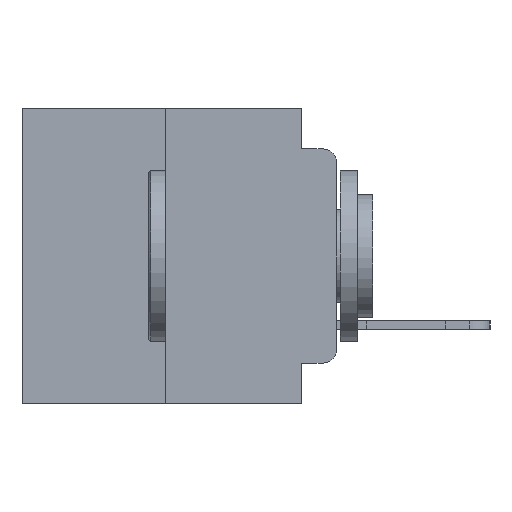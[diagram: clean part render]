
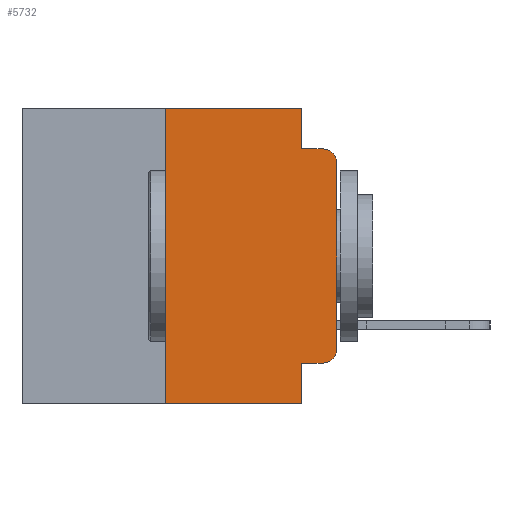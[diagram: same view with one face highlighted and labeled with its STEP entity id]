
A CAD part, left-side view. The second image highlights one B-rep face of the part: STEP entity #5732.
In plain terms, the highlighted planar face has unit normal (-1, 0, 0).
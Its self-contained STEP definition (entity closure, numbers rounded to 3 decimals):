
#233 = CARTESIAN_POINT ( 'NONE',  ( -75.603, 1.295, 0. ) ) ;
#357 = VERTEX_POINT ( 'NONE', #863 ) ;
#397 = VECTOR ( 'NONE', #7076, 1000. ) ;
#863 = CARTESIAN_POINT ( 'NONE',  ( -75.603, 0.508, -3.975 ) ) ;
#965 = LINE ( 'NONE', #233, #12311 ) ;
#1119 = VECTOR ( 'NONE', #13819, 1000. ) ;
#1479 = DIRECTION ( 'NONE',  ( 0., 0., -1. ) ) ;
#2205 = LINE ( 'NONE', #11730, #1119 ) ;
#2683 = AXIS2_PLACEMENT_3D ( 'NONE', #24996, #29382, #22911 ) ;
#2743 = ORIENTED_EDGE ( 'NONE', *, *, #7016, .T. ) ;
#3209 = LINE ( 'NONE', #9027, #18468 ) ;
#3438 = VERTEX_POINT ( 'NONE', #9216 ) ;
#3750 = CARTESIAN_POINT ( 'NONE',  ( -75.603, 1.295, 0. ) ) ;
#4020 = DIRECTION ( 'NONE',  ( 0., -1., 0. ) ) ;
#4055 = VERTEX_POINT ( 'NONE', #12478 ) ;
#4200 = CARTESIAN_POINT ( 'NONE',  ( -75.603, 1.295, -5.486 ) ) ;
#4228 = ORIENTED_EDGE ( 'NONE', *, *, #24487, .T. ) ;
#4239 = ORIENTED_EDGE ( 'NONE', *, *, #8169, .T. ) ;
#4363 = CIRCLE ( 'NONE', #2683, 0.508 ) ;
#4762 = CARTESIAN_POINT ( 'NONE',  ( -75.603, 0., 5.486 ) ) ;
#5133 = PLANE ( 'NONE',  #19808 ) ;
#5732 = ADVANCED_FACE ( 'NONE', ( #12402 ), #5133, .F. ) ;
#6447 = ORIENTED_EDGE ( 'NONE', *, *, #27546, .F. ) ;
#6777 = DIRECTION ( 'NONE',  ( 0., -1., 0. ) ) ;
#7016 = EDGE_CURVE ( 'NONE', #21721, #357, #14806, .T. ) ;
#7076 = DIRECTION ( 'NONE',  ( 0., -1., 0. ) ) ;
#7575 = CARTESIAN_POINT ( 'NONE',  ( -75.603, 1.295, 5.486 ) ) ;
#7729 = LINE ( 'NONE', #4762, #25892 ) ;
#8169 = EDGE_CURVE ( 'NONE', #13701, #11390, #17261, .T. ) ;
#8991 = CARTESIAN_POINT ( 'NONE',  ( -75.603, 0.508, 3.975 ) ) ;
#9027 = CARTESIAN_POINT ( 'NONE',  ( -75.603, 1.295, 3.975 ) ) ;
#9216 = CARTESIAN_POINT ( 'NONE',  ( -75.603, 6.35, -5.486 ) ) ;
#9290 = DIRECTION ( 'NONE',  ( 0., 0., 1. ) ) ;
#9348 = DIRECTION ( 'NONE',  ( 0., 0., -1. ) ) ;
#9624 = CARTESIAN_POINT ( 'NONE',  ( -75.603, 0., -3.467 ) ) ;
#10189 = VERTEX_POINT ( 'NONE', #28398 ) ;
#10337 = LINE ( 'NONE', #27170, #397 ) ;
#10922 = EDGE_CURVE ( 'NONE', #3438, #4055, #2205, .T. ) ;
#11390 = VERTEX_POINT ( 'NONE', #8991 ) ;
#11730 = CARTESIAN_POINT ( 'NONE',  ( -75.603, 6.35, -5.486 ) ) ;
#12311 = VECTOR ( 'NONE', #9348, 1000. ) ;
#12402 = FACE_OUTER_BOUND ( 'NONE', #12580, .T. ) ;
#12478 = CARTESIAN_POINT ( 'NONE',  ( -75.603, 6.35, 5.486 ) ) ;
#12580 = EDGE_LOOP ( 'NONE', ( #2743, #4228, #19807, #4239, #15703, #13948, #16420, #18335, #28390, #6447 ) ) ;
#12628 = EDGE_CURVE ( 'NONE', #10189, #11390, #3209, .T. ) ;
#12782 = CARTESIAN_POINT ( 'NONE',  ( -75.603, 0., 3.467 ) ) ;
#13302 = EDGE_CURVE ( 'NONE', #23460, #13701, #7729, .T. ) ;
#13701 = VERTEX_POINT ( 'NONE', #12782 ) ;
#13819 = DIRECTION ( 'NONE',  ( 0., 0., 1. ) ) ;
#13861 = DIRECTION ( 'NONE',  ( 0., 0., -1. ) ) ;
#13948 = ORIENTED_EDGE ( 'NONE', *, *, #27844, .F. ) ;
#14088 = VECTOR ( 'NONE', #4020, 1000. ) ;
#14148 = AXIS2_PLACEMENT_3D ( 'NONE', #21641, #26324, #23948 ) ;
#14806 = LINE ( 'NONE', #29443, #14088 ) ;
#15673 = DIRECTION ( 'NONE',  ( 0., -1., 0. ) ) ;
#15703 = ORIENTED_EDGE ( 'NONE', *, *, #12628, .F. ) ;
#16251 = CARTESIAN_POINT ( 'NONE',  ( -75.603, 11.684, 5.486 ) ) ;
#16420 = ORIENTED_EDGE ( 'NONE', *, *, #27179, .F. ) ;
#17261 = CIRCLE ( 'NONE', #14148, 0.508 ) ;
#18335 = ORIENTED_EDGE ( 'NONE', *, *, #10922, .F. ) ;
#18468 = VECTOR ( 'NONE', #6777, 1000. ) ;
#19807 = ORIENTED_EDGE ( 'NONE', *, *, #13302, .T. ) ;
#19808 = AXIS2_PLACEMENT_3D ( 'NONE', #16251, #20811, #13861 ) ;
#20154 = VECTOR ( 'NONE', #1479, 1000. ) ;
#20811 = DIRECTION ( 'NONE',  ( 1., 0., 0. ) ) ;
#21641 = CARTESIAN_POINT ( 'NONE',  ( -75.603, 0.508, 3.467 ) ) ;
#21721 = VERTEX_POINT ( 'NONE', #27623 ) ;
#22911 = DIRECTION ( 'NONE',  ( 0., 0., -1. ) ) ;
#23460 = VERTEX_POINT ( 'NONE', #9624 ) ;
#23948 = DIRECTION ( 'NONE',  ( 0., 0., -1. ) ) ;
#24448 = LINE ( 'NONE', #3750, #20154 ) ;
#24487 = EDGE_CURVE ( 'NONE', #357, #23460, #4363, .T. ) ;
#24610 = CARTESIAN_POINT ( 'NONE',  ( -75.603, 11.684, 5.486 ) ) ;
#24768 = VERTEX_POINT ( 'NONE', #7575 ) ;
#24996 = CARTESIAN_POINT ( 'NONE',  ( -75.603, 0.508, -3.467 ) ) ;
#25164 = EDGE_CURVE ( 'NONE', #3438, #26517, #10337, .T. ) ;
#25892 = VECTOR ( 'NONE', #9290, 1000. ) ;
#26246 = VECTOR ( 'NONE', #15673, 1000. ) ;
#26324 = DIRECTION ( 'NONE',  ( -1., 0., 0. ) ) ;
#26517 = VERTEX_POINT ( 'NONE', #4200 ) ;
#27170 = CARTESIAN_POINT ( 'NONE',  ( -75.603, 11.684, -5.486 ) ) ;
#27179 = EDGE_CURVE ( 'NONE', #4055, #24768, #28741, .T. ) ;
#27546 = EDGE_CURVE ( 'NONE', #21721, #26517, #24448, .T. ) ;
#27623 = CARTESIAN_POINT ( 'NONE',  ( -75.603, 1.295, -3.975 ) ) ;
#27844 = EDGE_CURVE ( 'NONE', #24768, #10189, #965, .T. ) ;
#28390 = ORIENTED_EDGE ( 'NONE', *, *, #25164, .T. ) ;
#28398 = CARTESIAN_POINT ( 'NONE',  ( -75.603, 1.295, 3.975 ) ) ;
#28741 = LINE ( 'NONE', #24610, #26246 ) ;
#29382 = DIRECTION ( 'NONE',  ( -1., 0., 0. ) ) ;
#29443 = CARTESIAN_POINT ( 'NONE',  ( -75.603, 1.295, -3.975 ) ) ;
